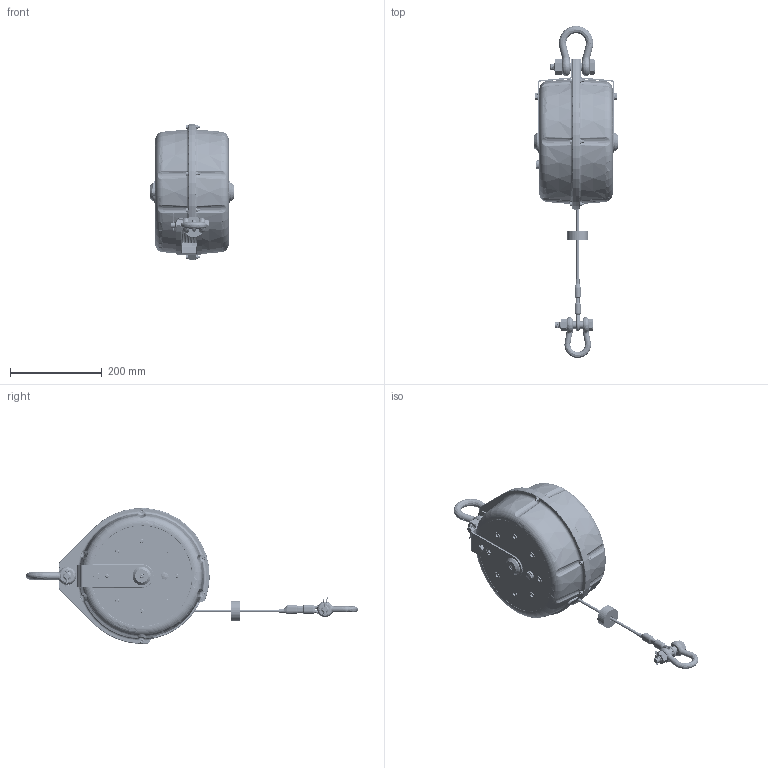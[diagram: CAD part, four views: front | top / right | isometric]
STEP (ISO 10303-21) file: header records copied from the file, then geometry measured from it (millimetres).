
FILE_DESCRIPTION(/* description */ (''),/* implementation_level */ '2;1');
FILE_NAME(/* name */ 'GSE500-10G GUARD.stp',/* time_stamp */ '2022-04-21T14:40:19+01:00',/* author */ ('Simon.Lewis'),/* organization */ (''),/* preprocessor_version */ 'ST-DEVELOPER v18.1',/* originating_system */ 'Autodesk Inventor 2022',/* authorisation */ '');
FILE_SCHEMA (('AUTOMOTIVE_DESIGN { 1 0 10303 214 3 1 1 }'));
Products named in the file (1): GSE500-10G GUARD_Simplify_1
Bounding box: 182 x 724.48 x 296.28 mm (x, y, z)
Volume: 4313872.4 mm3; surface area: 1580461.5 mm2
Topology: 8 solids, 8 shells, 2682 faces, 6878 edges, 4303 vertices
Faces by surface type: plane 919, bspline 830, cylinder 516, cone 316, torus 97, sphere 4
Full cylindrical faces by diameter (mm): 4.134 x6, 5 x8, 5.5 x8, 6 x7, 6.8 x6, 7 x1, 7.323 x10, 8 x19, 8.5 x6, 9 x6, 9.5 x2, 10 x2, 10.5 x1, 11.32 x1, 11.4 x12, 11.445 x1, 11.5 x1, 12 x8, 13 x2, 13.835 x2, 15 x10, 16 x3, 18 x3, 19.5 x4, 20 x1, 22.15 x2, 22.5 x2, 25 x2, 40 x2, 45 x1
Entity records: 150499 total; most frequent: CARTESIAN_POINT 90313, ORIENTED_EDGE 13702, DIRECTION 9411, EDGE_CURVE 6851, VERTEX_POINT 4303, AXIS2_PLACEMENT_3D 3468, EDGE_LOOP 2921, FACE_OUTER_BOUND 2682
